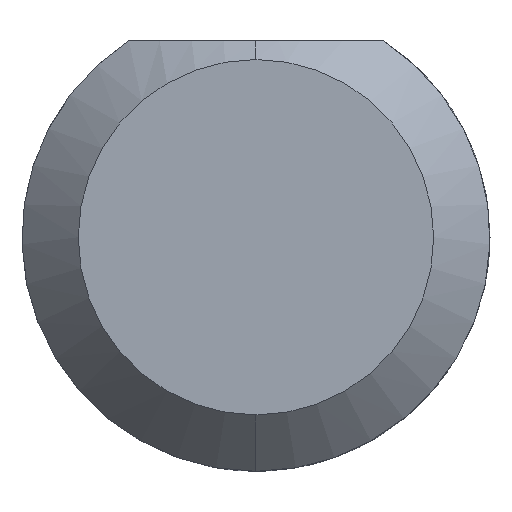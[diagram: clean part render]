
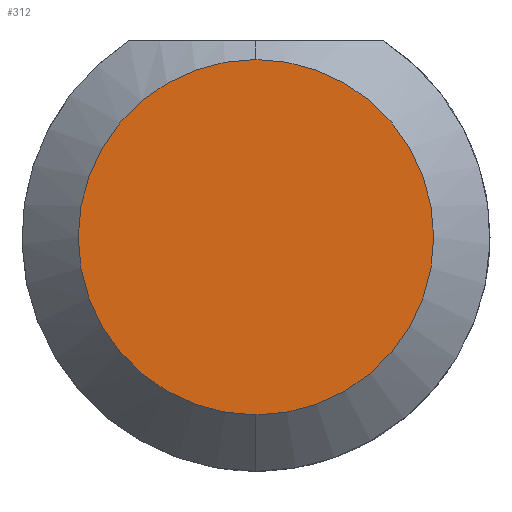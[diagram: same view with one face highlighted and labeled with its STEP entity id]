
A CAD part, left-side view. The second image highlights one B-rep face of the part: STEP entity #312.
In plain terms, the highlighted planar face has unit normal (-1, 0, 0).
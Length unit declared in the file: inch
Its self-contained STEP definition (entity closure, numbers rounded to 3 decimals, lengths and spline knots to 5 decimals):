
#24 = VERTEX_POINT ( 'NONE', #139 ) ;
#30 = DIRECTION ( 'NONE',  ( 1., 0., 0. ) ) ;
#78 = CARTESIAN_POINT ( 'NONE',  ( 0., 0., 0. ) ) ;
#139 = CARTESIAN_POINT ( 'NONE',  ( 0., 0., 0.04735 ) ) ;
#160 = DIRECTION ( 'NONE',  ( 0., 0., 1. ) ) ;
#170 = ORIENTED_EDGE ( 'NONE', *, *, #293, .T. ) ;
#207 = AXIS2_PLACEMENT_3D ( 'NONE', #78, #447, #389 ) ;
#211 = CARTESIAN_POINT ( 'NONE',  ( 0., 0., 0. ) ) ;
#255 = AXIS2_PLACEMENT_3D ( 'NONE', #211, #529, #160 ) ;
#293 = EDGE_CURVE ( 'NONE', #352, #24, #520, .T. ) ;
#305 = FACE_OUTER_BOUND ( 'NONE', #472, .T. ) ;
#312 = ADVANCED_FACE ( 'NONE', ( #305 ), #337, .F. ) ;
#337 = PLANE ( 'NONE',  #557 ) ;
#352 = VERTEX_POINT ( 'NONE', #449 ) ;
#379 = ORIENTED_EDGE ( 'NONE', *, *, #611, .T. ) ;
#389 = DIRECTION ( 'NONE',  ( 0., 0., 1. ) ) ;
#392 = CIRCLE ( 'NONE', #255, 0.04735 ) ;
#393 = DIRECTION ( 'NONE',  ( 0., 0., -1. ) ) ;
#447 = DIRECTION ( 'NONE',  ( -1., 0., 0. ) ) ;
#449 = CARTESIAN_POINT ( 'NONE',  ( 0., 0., -0.04735 ) ) ;
#472 = EDGE_LOOP ( 'NONE', ( #170, #379 ) ) ;
#520 = CIRCLE ( 'NONE', #207, 0.04735 ) ;
#529 = DIRECTION ( 'NONE',  ( -1., 0., 0. ) ) ;
#557 = AXIS2_PLACEMENT_3D ( 'NONE', #607, #30, #393 ) ;
#607 = CARTESIAN_POINT ( 'NONE',  ( 0., 0., 0. ) ) ;
#611 = EDGE_CURVE ( 'NONE', #24, #352, #392, .T. ) ;
